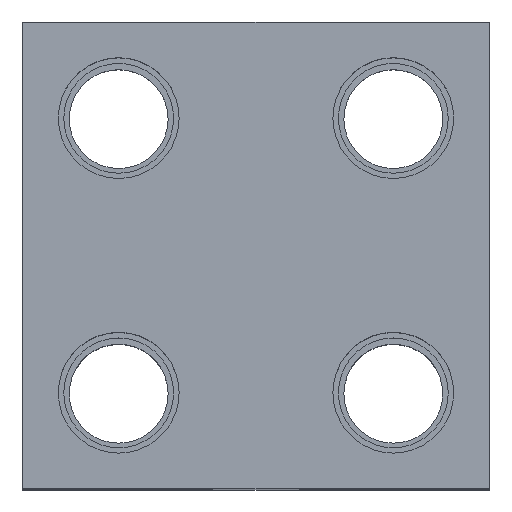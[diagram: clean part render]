
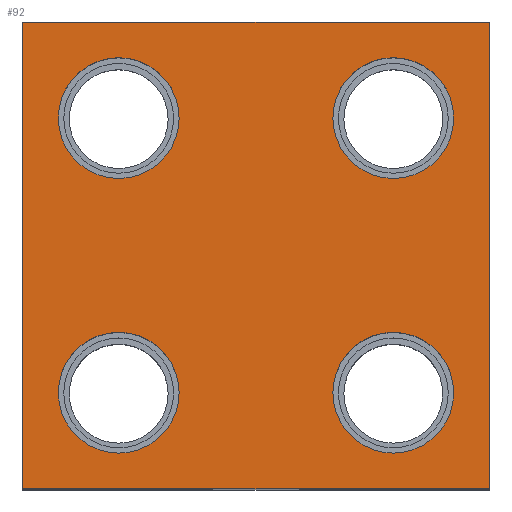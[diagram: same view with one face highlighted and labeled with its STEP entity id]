
A CAD part, top view. The second image highlights one B-rep face of the part: STEP entity #92.
In plain terms, the highlighted planar face has unit normal (0, 0, 1).
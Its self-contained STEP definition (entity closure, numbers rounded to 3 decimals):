
#92 = ADVANCED_FACE( '', ( #197, #198, #199, #200, #201 ), #202, .T. );
#197 = FACE_BOUND( '', #385, .T. );
#198 = FACE_BOUND( '', #386, .T. );
#199 = FACE_BOUND( '', #387, .T. );
#200 = FACE_BOUND( '', #388, .T. );
#201 = FACE_OUTER_BOUND( '', #389, .T. );
#202 = PLANE( '', #390 );
#385 = EDGE_LOOP( '', ( #758 ) );
#386 = EDGE_LOOP( '', ( #759 ) );
#387 = EDGE_LOOP( '', ( #760 ) );
#388 = EDGE_LOOP( '', ( #761 ) );
#389 = EDGE_LOOP( '', ( #762, #763, #764, #765 ) );
#390 = AXIS2_PLACEMENT_3D( '', #766, #767, #768 );
#758 = ORIENTED_EDGE( '', *, *, #1213, .T. );
#759 = ORIENTED_EDGE( '', *, *, #1214, .T. );
#760 = ORIENTED_EDGE( '', *, *, #1182, .T. );
#761 = ORIENTED_EDGE( '', *, *, #1181, .T. );
#762 = ORIENTED_EDGE( '', *, *, #1159, .T. );
#763 = ORIENTED_EDGE( '', *, *, #1215, .T. );
#764 = ORIENTED_EDGE( '', *, *, #1216, .T. );
#765 = ORIENTED_EDGE( '', *, *, #1144, .T. );
#766 = CARTESIAN_POINT( '', ( -8., -42.5, 125. ) );
#767 = DIRECTION( '', ( 0., 0., 1. ) );
#768 = DIRECTION( '', ( 1., 0., 0. ) );
#1144 = EDGE_CURVE( '', #1308, #1309, #1310, .T. );
#1159 = EDGE_CURVE( '', #1309, #1337, #1338, .T. );
#1181 = EDGE_CURVE( '', #1378, #1378, #1379, .T. );
#1182 = EDGE_CURVE( '', #1380, #1380, #1381, .T. );
#1213 = EDGE_CURVE( '', #1436, #1436, #1437, .T. );
#1214 = EDGE_CURVE( '', #1438, #1438, #1439, .T. );
#1215 = EDGE_CURVE( '', #1337, #1440, #1441, .T. );
#1216 = EDGE_CURVE( '', #1440, #1308, #1442, .T. );
#1308 = VERTEX_POINT( '', #1578 );
#1309 = VERTEX_POINT( '', #1579 );
#1310 = LINE( '', #1580, #1581 );
#1337 = VERTEX_POINT( '', #1618 );
#1338 = LINE( '', #1619, #1620 );
#1378 = VERTEX_POINT( '', #1671 );
#1379 = CIRCLE( '', #1672, 11. );
#1380 = VERTEX_POINT( '', #1673 );
#1381 = CIRCLE( '', #1674, 11. );
#1436 = VERTEX_POINT( '', #1749 );
#1437 = CIRCLE( '', #1750, 11. );
#1438 = VERTEX_POINT( '', #1751 );
#1439 = CIRCLE( '', #1752, 11. );
#1440 = VERTEX_POINT( '', #1753 );
#1441 = LINE( '', #1754, #1755 );
#1442 = LINE( '', #1756, #1757 );
#1578 = CARTESIAN_POINT( '', ( 42.5, 42.5, 125. ) );
#1579 = CARTESIAN_POINT( '', ( -42.5, 42.5, 125. ) );
#1580 = CARTESIAN_POINT( '', ( 8., 42.5, 125. ) );
#1581 = VECTOR( '', #1912, 1000. );
#1618 = CARTESIAN_POINT( '', ( -42.5, -42.5, 125. ) );
#1619 = CARTESIAN_POINT( '', ( -42.5, 8., 125. ) );
#1620 = VECTOR( '', #1935, 1000. );
#1671 = CARTESIAN_POINT( '', ( 25., 14., 125. ) );
#1672 = AXIS2_PLACEMENT_3D( '', #1977, #1978, #1979 );
#1673 = CARTESIAN_POINT( '', ( 25., -36., 125. ) );
#1674 = AXIS2_PLACEMENT_3D( '', #1980, #1981, #1982 );
#1749 = CARTESIAN_POINT( '', ( -25., 14., 125. ) );
#1750 = AXIS2_PLACEMENT_3D( '', #2033, #2034, #2035 );
#1751 = CARTESIAN_POINT( '', ( -25., -36., 125. ) );
#1752 = AXIS2_PLACEMENT_3D( '', #2036, #2037, #2038 );
#1753 = CARTESIAN_POINT( '', ( 42.5, -42.5, 125. ) );
#1754 = CARTESIAN_POINT( '', ( -8., -42.5, 125. ) );
#1755 = VECTOR( '', #2039, 1000. );
#1756 = CARTESIAN_POINT( '', ( 42.5, -8., 125. ) );
#1757 = VECTOR( '', #2040, 1000. );
#1912 = DIRECTION( '', ( -1., 0., 0. ) );
#1935 = DIRECTION( '', ( 0., -1., 0. ) );
#1977 = CARTESIAN_POINT( '', ( 25., 25., 125. ) );
#1978 = DIRECTION( '', ( 0., 0., -1. ) );
#1979 = DIRECTION( '', ( 0., -1., 0. ) );
#1980 = CARTESIAN_POINT( '', ( 25., -25., 125. ) );
#1981 = DIRECTION( '', ( 0., 0., -1. ) );
#1982 = DIRECTION( '', ( 0., -1., 0. ) );
#2033 = CARTESIAN_POINT( '', ( -25., 25., 125. ) );
#2034 = DIRECTION( '', ( 0., 0., -1. ) );
#2035 = DIRECTION( '', ( 0., -1., 0. ) );
#2036 = CARTESIAN_POINT( '', ( -25., -25., 125. ) );
#2037 = DIRECTION( '', ( 0., 0., -1. ) );
#2038 = DIRECTION( '', ( 0., -1., 0. ) );
#2039 = DIRECTION( '', ( 1., 0., 0. ) );
#2040 = DIRECTION( '', ( 0., 1., 0. ) );
